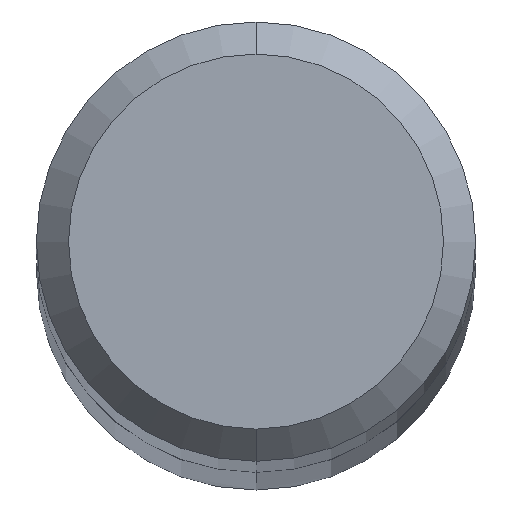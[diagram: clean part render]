
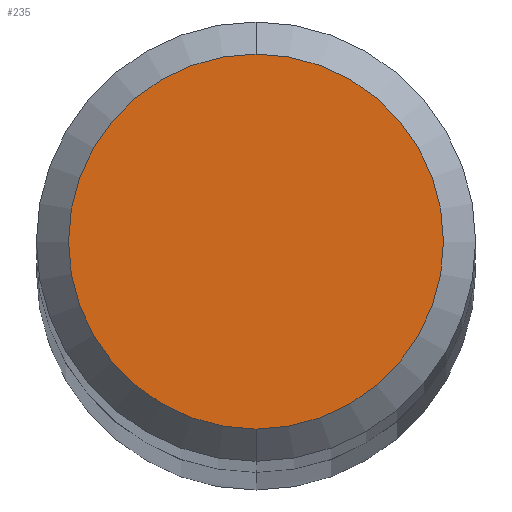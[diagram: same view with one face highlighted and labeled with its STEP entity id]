
A CAD part, top view. The second image highlights one B-rep face of the part: STEP entity #235.
In plain terms, the highlighted planar face has unit normal (0, 0, 1).
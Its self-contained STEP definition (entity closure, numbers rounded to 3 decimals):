
#219=VERTEX_POINT('',#481);
#225=VERTEX_POINT('',#488);
#235=ADVANCED_FACE('',(#499),#500,.T.);
#261=EDGE_CURVE('',#225,#219,#528,.T.);
#287=EDGE_CURVE('',#219,#225,#556,.T.);
#481=CARTESIAN_POINT('',(0.0,1.75,57.0));
#488=CARTESIAN_POINT('',(0.,-1.75,57.0));
#499=FACE_OUTER_BOUND('',#871,.T.);
#500=PLANE('',#872);
#528=CIRCLE('',#979,1.75);
#556=CIRCLE('',#1030,1.75);
#871=EDGE_LOOP('',(#1363,#1364));
#872=AXIS2_PLACEMENT_3D('',#1365,#1366,#1367);
#979=AXIS2_PLACEMENT_3D('',#1390,#1391,#1392);
#1030=AXIS2_PLACEMENT_3D('',#1414,#1415,#1416);
#1363=ORIENTED_EDGE('',*,*,#287,.F.);
#1364=ORIENTED_EDGE('',*,*,#261,.F.);
#1365=CARTESIAN_POINT('',(0.0,0.875,57.0));
#1366=DIRECTION('',(0.0,0.0,1.0));
#1367=DIRECTION('',(0.0,-1.0,0.0));
#1390=CARTESIAN_POINT('',(0.0,0.0,57.0));
#1391=DIRECTION('',(0.0,0.0,-1.0));
#1392=DIRECTION('',(0.0,1.0,0.0));
#1414=CARTESIAN_POINT('',(0.0,0.0,57.0));
#1415=DIRECTION('',(0.0,0.0,-1.0));
#1416=DIRECTION('',(0.0,1.0,0.0));
